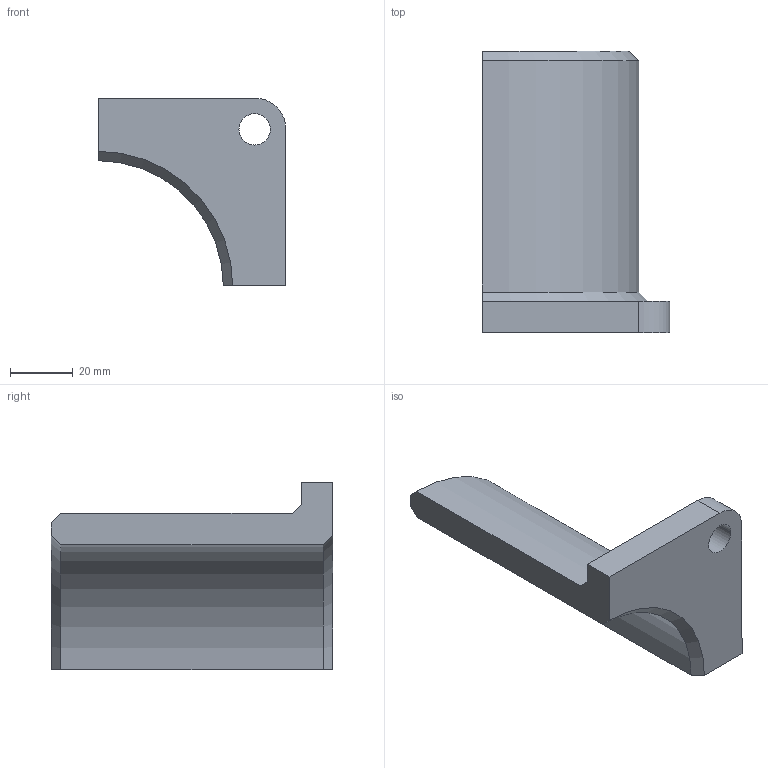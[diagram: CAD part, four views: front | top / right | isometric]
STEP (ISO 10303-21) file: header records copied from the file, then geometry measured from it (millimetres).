
FILE_DESCRIPTION((''),'2;1');
FILE_NAME('RECHTECKFLANSCH','2022-02-03T17:30:51',('jaeger'),(''),'CREO PARAMETRIC BY PTC INC, 2020154','CREO PARAMETRIC BY PTC INC, 2020154','');
FILE_SCHEMA(('AUTOMOTIVE_DESIGN { 1 0 10303 214 1 1 1 1 }'));
Length unit declared in the file: millimetre
Products named in the file (1): RECHTECKFLANSCH
Bounding box: 60 x 90 x 60 mm (x, y, z)
Volume: 78416.8 mm3; surface area: 19387 mm2
Topology: 1 solids, 1 shells, 16 faces, 42 edges, 28 vertices
Faces by surface type: plane 7, cylinder 5, cone 4
Entity records: 955 total; most frequent: DIRECTION 118, CARTESIAN_POINT 109, ORIENTED_EDGE 84, PRESENTATION_STYLE_ASSIGNMENT 51, STYLED_ITEM 51, CURVE_STYLE 50, EDGE_CURVE 42, AXIS2_PLACEMENT_3D 40
